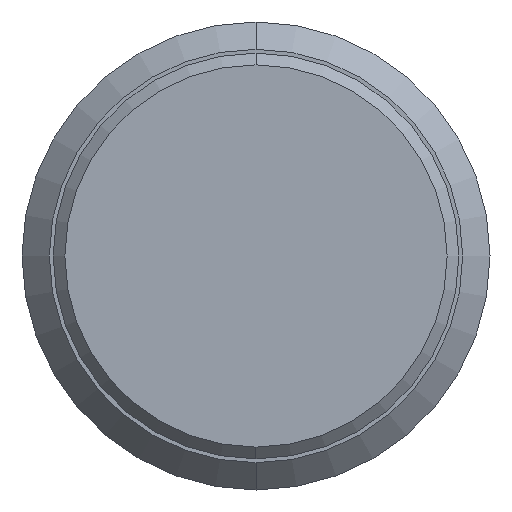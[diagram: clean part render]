
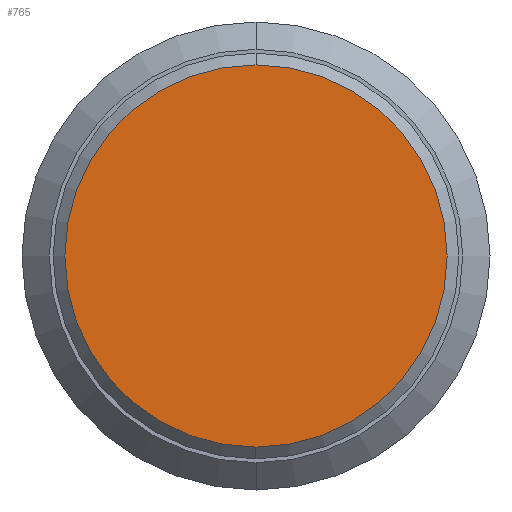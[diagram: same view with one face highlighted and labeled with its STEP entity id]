
A CAD part, front view. The second image highlights one B-rep face of the part: STEP entity #765.
In plain terms, the highlighted planar face has unit normal (0, -1, 0).
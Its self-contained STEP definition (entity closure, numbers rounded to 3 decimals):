
#765=ADVANCED_FACE('',(#1445),#1446,.T.);
#1445=FACE_OUTER_BOUND('',#2132,.T.);
#1446=PLANE('',#2133);
#2132=EDGE_LOOP('',(#3774,#3775));
#2133=AXIS2_PLACEMENT_3D('',#3776,#3777,#3778);
#3774=ORIENTED_EDGE('',*,*,#4372,.T.);
#3775=ORIENTED_EDGE('',*,*,#4400,.T.);
#3776=CARTESIAN_POINT('',(0.0,-8.0,2.45));
#3777=DIRECTION('',(0.0,-1.0,0.0));
#3778=DIRECTION('',(0.0,0.0,1.0));
#4372=EDGE_CURVE('',#5200,#5204,#5206,.T.);
#4400=EDGE_CURVE('',#5204,#5200,#5244,.T.);
#5200=VERTEX_POINT('',#6540);
#5204=VERTEX_POINT('',#6545);
#5206=CIRCLE('',#6548,4.9);
#5244=CIRCLE('',#6592,4.9);
#6540=CARTESIAN_POINT('',(0.0,-8.0,4.9));
#6545=CARTESIAN_POINT('',(0.,-8.0,-4.9));
#6548=AXIS2_PLACEMENT_3D('',#7368,#7369,#7370);
#6592=AXIS2_PLACEMENT_3D('',#7410,#7411,#7412);
#7368=CARTESIAN_POINT('',(0.0,-8.0,0.0));
#7369=DIRECTION('',(0.0,-1.0,0.0));
#7370=DIRECTION('',(0.0,0.0,1.0));
#7410=CARTESIAN_POINT('',(0.0,-8.0,0.0));
#7411=DIRECTION('',(0.0,-1.0,0.0));
#7412=DIRECTION('',(0.0,0.0,1.0));
